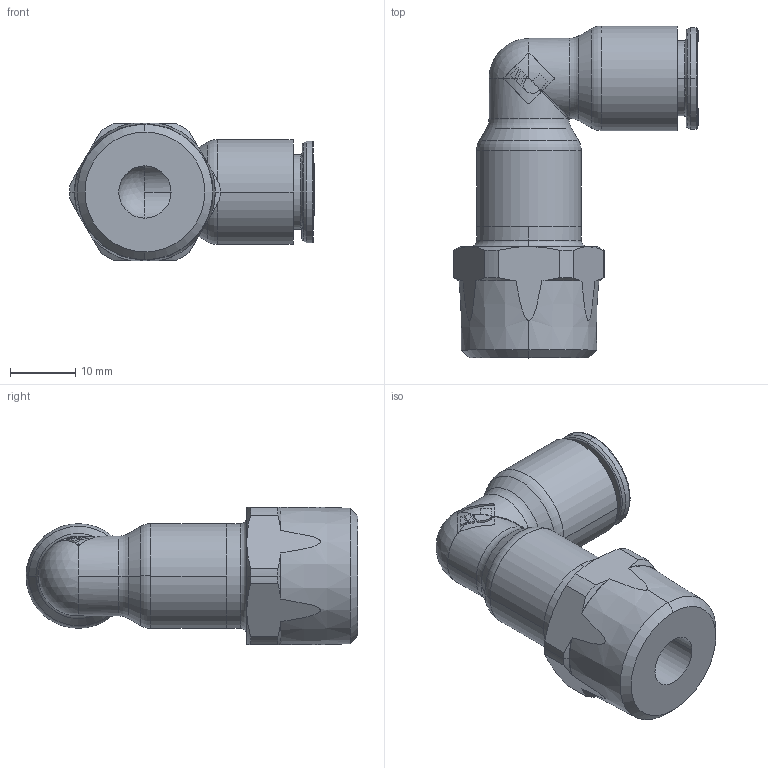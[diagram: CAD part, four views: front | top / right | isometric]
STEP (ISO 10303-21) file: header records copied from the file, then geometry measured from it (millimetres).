
FILE_DESCRIPTION(('STEP AP214'),'1');
FILE_NAME('6809_10_21.stp','2016-07-07T14:43:29',('TraceParts'),('TraceParts S.A.'),'Spatial InterOp 3D',' ',' ');
FILE_SCHEMA(('automotive_design'));
Length unit declared in the file: millimetre
Products named in the file (8): 6809 10 21|44110-19_ASM_1298#44110-19_ASM|44110-32_1294#44110-32;Solide1; 6809 10 21|44110-19_ASM_1298#44110-19_ASM|44110_1295#44110;Solide1; 6809 10 21|44110-19_ASM_1298#44110-19_ASM|44110-30_1296#44110-30;Solide1; 6809 10 21|44110-19_ASM_1298#44110-19_ASM|44110-40_1297#44110-40;Solide1; 6809 10 21|44520-02_1293#44520-02;Solide1; 6809 10 21|44320-66-69_1299#44320-66-69;Solide1; 6809 10 21|44110-11-10-ASM_1300#44110-11-10-ASM;Solide1; 6809 10 21|44110-11-10-ASM_1301#44110-11-10-ASM;Solide1
Bounding box: 37.4 x 50.75 x 21 mm (x, y, z)
Volume: 10258.1 mm3; surface area: 9914.2 mm2
Topology: 8 solids, 8 shells, 832 faces, 2123 edges, 1334 vertices
Faces by surface type: plane 312, cylinder 162, torus 129, cone 124, bspline 97, sphere 8
Entity records: 36875 total; most frequent: CARTESIAN_POINT 10051, ORIENTED_EDGE 4246, DIRECTION 4165, EDGE_CURVE 2123, AXIS2_PLACEMENT_3D 1552, VERTEX_POINT 1334, LINE 1061, VECTOR 1061
